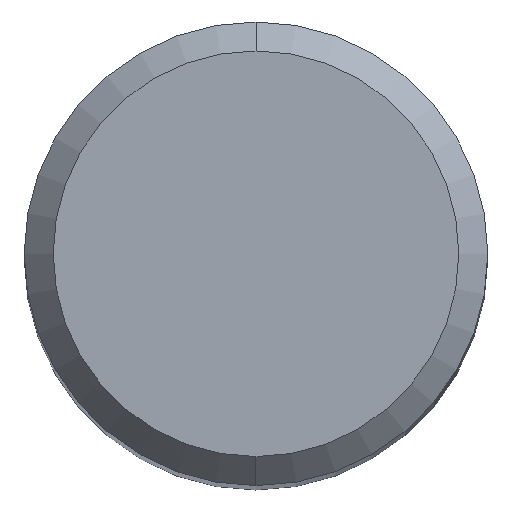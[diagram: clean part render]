
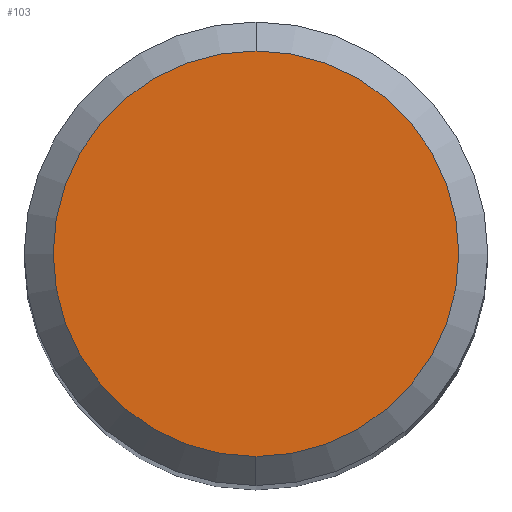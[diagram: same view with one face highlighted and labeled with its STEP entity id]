
A CAD part, top view. The second image highlights one B-rep face of the part: STEP entity #103.
In plain terms, the highlighted planar face has unit normal (0, 0, 1).
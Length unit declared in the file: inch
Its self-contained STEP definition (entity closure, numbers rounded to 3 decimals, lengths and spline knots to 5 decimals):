
#8 = AXIS2_PLACEMENT_3D ( 'NONE', #395, #99, #352 ) ;
#9 = FACE_OUTER_BOUND ( 'NONE', #161, .T. ) ;
#29 = VERTEX_POINT ( 'NONE', #71 ) ;
#54 = ORIENTED_EDGE ( 'NONE', *, *, #144, .T. ) ;
#71 = CARTESIAN_POINT ( 'NONE',  ( 0., 0.21875, 0. ) ) ;
#72 = DIRECTION ( 'NONE',  ( 0., 0., 1. ) ) ;
#94 = ORIENTED_EDGE ( 'NONE', *, *, #124, .T. ) ;
#99 = DIRECTION ( 'NONE',  ( 0., 0., 1. ) ) ;
#103 = ADVANCED_FACE ( 'NONE', ( #9 ), #227, .F. ) ;
#110 = AXIS2_PLACEMENT_3D ( 'NONE', #256, #72, #287 ) ;
#124 = EDGE_CURVE ( 'NONE', #412, #29, #391, .T. ) ;
#144 = EDGE_CURVE ( 'NONE', #29, #412, #252, .T. ) ;
#161 = EDGE_LOOP ( 'NONE', ( #54, #94 ) ) ;
#199 = DIRECTION ( 'NONE',  ( 0., 0., -1. ) ) ;
#227 = PLANE ( 'NONE',  #413 ) ;
#232 = DIRECTION ( 'NONE',  ( 0., 1., 0. ) ) ;
#252 = CIRCLE ( 'NONE', #8, 0.21875 ) ;
#256 = CARTESIAN_POINT ( 'NONE',  ( 0., 0., 0. ) ) ;
#287 = DIRECTION ( 'NONE',  ( 0., -1., 0. ) ) ;
#291 = CARTESIAN_POINT ( 'NONE',  ( 0., 0.21875, 0. ) ) ;
#352 = DIRECTION ( 'NONE',  ( 0., -1., 0. ) ) ;
#376 = CARTESIAN_POINT ( 'NONE',  ( 0., -0.21875, 0. ) ) ;
#391 = CIRCLE ( 'NONE', #110, 0.21875 ) ;
#395 = CARTESIAN_POINT ( 'NONE',  ( 0., 0., 0. ) ) ;
#412 = VERTEX_POINT ( 'NONE', #376 ) ;
#413 = AXIS2_PLACEMENT_3D ( 'NONE', #291, #199, #232 ) ;
